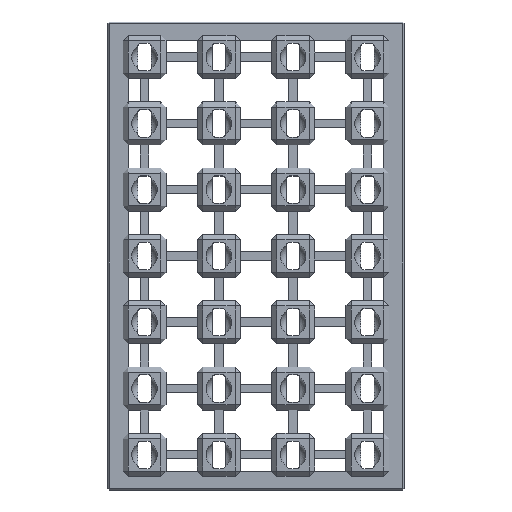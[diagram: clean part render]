
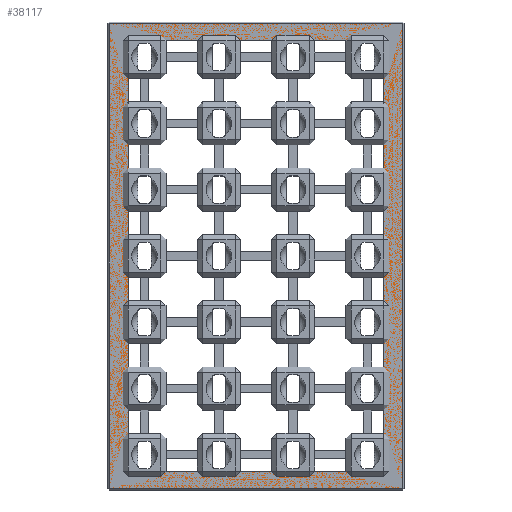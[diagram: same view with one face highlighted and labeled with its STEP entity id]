
A CAD part, top view. The second image highlights one B-rep face of the part: STEP entity #38117.
In plain terms, the highlighted planar face has unit normal (0, 0, 1).
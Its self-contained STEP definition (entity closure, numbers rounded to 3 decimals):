
#1775=FACE_BOUND('',#6203,.T.);
#3901=FACE_OUTER_BOUND('',#6202,.T.);
#6202=EDGE_LOOP('',(#34161,#34162,#34163,#34164));
#6203=EDGE_LOOP('',(#34165,#34166,#34167,#34168,#34169,#34170,#34171,#34172,
#34173,#34174,#34175,#34176,#34177,#34178,#34179,#34180,#34181,#34182,#34183,
#34184,#34185,#34186,#34187,#34188));
#10484=LINE('',#63152,#14828);
#10491=LINE('',#63165,#14835);
#10493=LINE('',#63168,#14837);
#10495=LINE('',#63171,#14839);
#10525=LINE('',#63234,#14869);
#10526=LINE('',#63236,#14870);
#10527=LINE('',#63238,#14871);
#10528=LINE('',#63240,#14872);
#10529=LINE('',#63242,#14873);
#10530=LINE('',#63244,#14874);
#10531=LINE('',#63246,#14875);
#10532=LINE('',#63248,#14876);
#10533=LINE('',#63250,#14877);
#10534=LINE('',#63252,#14878);
#10535=LINE('',#63254,#14879);
#10536=LINE('',#63256,#14880);
#10537=LINE('',#63258,#14881);
#10538=LINE('',#63260,#14882);
#10539=LINE('',#63262,#14883);
#10540=LINE('',#63264,#14884);
#10541=LINE('',#63266,#14885);
#10542=LINE('',#63268,#14886);
#10543=LINE('',#63270,#14887);
#10544=LINE('',#63272,#14888);
#10545=LINE('',#63274,#14889);
#10546=LINE('',#63276,#14890);
#10547=LINE('',#63278,#14891);
#10548=LINE('',#63279,#14892);
#14828=VECTOR('',#51223,10.);
#14835=VECTOR('',#51236,10.);
#14837=VECTOR('',#51240,10.);
#14839=VECTOR('',#51244,10.);
#14869=VECTOR('',#51288,10.);
#14870=VECTOR('',#51289,10.);
#14871=VECTOR('',#51290,10.);
#14872=VECTOR('',#51291,10.);
#14873=VECTOR('',#51292,10.);
#14874=VECTOR('',#51293,10.);
#14875=VECTOR('',#51294,10.);
#14876=VECTOR('',#51295,10.);
#14877=VECTOR('',#51296,10.);
#14878=VECTOR('',#51297,10.);
#14879=VECTOR('',#51298,10.);
#14880=VECTOR('',#51299,10.);
#14881=VECTOR('',#51300,10.);
#14882=VECTOR('',#51301,10.);
#14883=VECTOR('',#51302,10.);
#14884=VECTOR('',#51303,10.);
#14885=VECTOR('',#51304,10.);
#14886=VECTOR('',#51305,10.);
#14887=VECTOR('',#51306,10.);
#14888=VECTOR('',#51307,10.);
#14889=VECTOR('',#51308,10.);
#14890=VECTOR('',#51309,10.);
#14891=VECTOR('',#51310,10.);
#14892=VECTOR('',#51311,10.);
#18171=VERTEX_POINT('',#63113);
#18177=VERTEX_POINT('',#63133);
#18180=VERTEX_POINT('',#63143);
#18183=VERTEX_POINT('',#63156);
#18209=VERTEX_POINT('',#63232);
#18210=VERTEX_POINT('',#63233);
#18211=VERTEX_POINT('',#63235);
#18212=VERTEX_POINT('',#63237);
#18213=VERTEX_POINT('',#63239);
#18214=VERTEX_POINT('',#63241);
#18215=VERTEX_POINT('',#63243);
#18216=VERTEX_POINT('',#63245);
#18217=VERTEX_POINT('',#63247);
#18218=VERTEX_POINT('',#63249);
#18219=VERTEX_POINT('',#63251);
#18220=VERTEX_POINT('',#63253);
#18221=VERTEX_POINT('',#63255);
#18222=VERTEX_POINT('',#63257);
#18223=VERTEX_POINT('',#63259);
#18224=VERTEX_POINT('',#63261);
#18225=VERTEX_POINT('',#63263);
#18226=VERTEX_POINT('',#63265);
#18227=VERTEX_POINT('',#63267);
#18228=VERTEX_POINT('',#63269);
#18229=VERTEX_POINT('',#63271);
#18230=VERTEX_POINT('',#63273);
#18231=VERTEX_POINT('',#63275);
#18232=VERTEX_POINT('',#63277);
#23496=EDGE_CURVE('',#18171,#18180,#10484,.T.);
#23503=EDGE_CURVE('',#18180,#18183,#10491,.T.);
#23505=EDGE_CURVE('',#18183,#18177,#10493,.T.);
#23507=EDGE_CURVE('',#18177,#18171,#10495,.T.);
#23537=EDGE_CURVE('',#18209,#18210,#10525,.T.);
#23538=EDGE_CURVE('',#18210,#18211,#10526,.T.);
#23539=EDGE_CURVE('',#18211,#18212,#10527,.T.);
#23540=EDGE_CURVE('',#18212,#18213,#10528,.T.);
#23541=EDGE_CURVE('',#18213,#18214,#10529,.T.);
#23542=EDGE_CURVE('',#18214,#18215,#10530,.T.);
#23543=EDGE_CURVE('',#18215,#18216,#10531,.T.);
#23544=EDGE_CURVE('',#18216,#18217,#10532,.T.);
#23545=EDGE_CURVE('',#18217,#18218,#10533,.T.);
#23546=EDGE_CURVE('',#18218,#18219,#10534,.T.);
#23547=EDGE_CURVE('',#18219,#18220,#10535,.T.);
#23548=EDGE_CURVE('',#18220,#18221,#10536,.T.);
#23549=EDGE_CURVE('',#18221,#18222,#10537,.T.);
#23550=EDGE_CURVE('',#18222,#18223,#10538,.T.);
#23551=EDGE_CURVE('',#18223,#18224,#10539,.T.);
#23552=EDGE_CURVE('',#18224,#18225,#10540,.T.);
#23553=EDGE_CURVE('',#18225,#18226,#10541,.T.);
#23554=EDGE_CURVE('',#18226,#18227,#10542,.T.);
#23555=EDGE_CURVE('',#18227,#18228,#10543,.T.);
#23556=EDGE_CURVE('',#18228,#18229,#10544,.T.);
#23557=EDGE_CURVE('',#18229,#18230,#10545,.T.);
#23558=EDGE_CURVE('',#18230,#18231,#10546,.T.);
#23559=EDGE_CURVE('',#18231,#18232,#10547,.T.);
#23560=EDGE_CURVE('',#18232,#18209,#10548,.T.);
#34161=ORIENTED_EDGE('',*,*,#23496,.F.);
#34162=ORIENTED_EDGE('',*,*,#23507,.F.);
#34163=ORIENTED_EDGE('',*,*,#23505,.F.);
#34164=ORIENTED_EDGE('',*,*,#23503,.F.);
#34165=ORIENTED_EDGE('',*,*,#23537,.T.);
#34166=ORIENTED_EDGE('',*,*,#23538,.T.);
#34167=ORIENTED_EDGE('',*,*,#23539,.T.);
#34168=ORIENTED_EDGE('',*,*,#23540,.T.);
#34169=ORIENTED_EDGE('',*,*,#23541,.T.);
#34170=ORIENTED_EDGE('',*,*,#23542,.T.);
#34171=ORIENTED_EDGE('',*,*,#23543,.T.);
#34172=ORIENTED_EDGE('',*,*,#23544,.T.);
#34173=ORIENTED_EDGE('',*,*,#23545,.T.);
#34174=ORIENTED_EDGE('',*,*,#23546,.T.);
#34175=ORIENTED_EDGE('',*,*,#23547,.T.);
#34176=ORIENTED_EDGE('',*,*,#23548,.T.);
#34177=ORIENTED_EDGE('',*,*,#23549,.T.);
#34178=ORIENTED_EDGE('',*,*,#23550,.T.);
#34179=ORIENTED_EDGE('',*,*,#23551,.T.);
#34180=ORIENTED_EDGE('',*,*,#23552,.T.);
#34181=ORIENTED_EDGE('',*,*,#23553,.T.);
#34182=ORIENTED_EDGE('',*,*,#23554,.T.);
#34183=ORIENTED_EDGE('',*,*,#23555,.T.);
#34184=ORIENTED_EDGE('',*,*,#23556,.T.);
#34185=ORIENTED_EDGE('',*,*,#23557,.T.);
#34186=ORIENTED_EDGE('',*,*,#23558,.T.);
#34187=ORIENTED_EDGE('',*,*,#23559,.T.);
#34188=ORIENTED_EDGE('',*,*,#23560,.T.);
#35966=PLANE('',#41141);
#38117=ADVANCED_FACE('',(#3901,#1775),#35966,.T.);
#41141=AXIS2_PLACEMENT_3D('',#63231,#51286,#51287);
#51223=DIRECTION('',(1.,0.,0.));
#51236=DIRECTION('',(0.,-1.,0.));
#51240=DIRECTION('',(-1.,0.,0.));
#51244=DIRECTION('',(0.,1.,0.));
#51286=DIRECTION('center_axis',(0.,0.,1.));
#51287=DIRECTION('ref_axis',(1.,0.,0.));
#51288=DIRECTION('',(1.,0.,0.));
#51289=DIRECTION('',(0.707,0.707,0.));
#51290=DIRECTION('',(1.,0.,0.));
#51291=DIRECTION('',(0.707,-0.707,0.));
#51292=DIRECTION('',(0.,-1.,0.));
#51293=DIRECTION('',(-0.707,-0.707,0.));
#51294=DIRECTION('',(0.,-1.,0.));
#51295=DIRECTION('',(0.707,-0.707,0.));
#51296=DIRECTION('',(0.,-1.,0.));
#51297=DIRECTION('',(-0.707,-0.707,0.));
#51298=DIRECTION('',(-1.,0.,0.));
#51299=DIRECTION('',(-0.707,0.707,0.));
#51300=DIRECTION('',(-1.,0.,0.));
#51301=DIRECTION('',(-0.707,-0.707,0.));
#51302=DIRECTION('',(-1.,0.,0.));
#51303=DIRECTION('',(-0.707,0.707,0.));
#51304=DIRECTION('',(0.,1.,0.));
#51305=DIRECTION('',(0.707,0.707,0.));
#51306=DIRECTION('',(0.,1.,0.));
#51307=DIRECTION('',(-0.707,0.707,0.));
#51308=DIRECTION('',(0.,1.,0.));
#51309=DIRECTION('',(0.707,0.707,0.));
#51310=DIRECTION('',(1.,0.,0.));
#51311=DIRECTION('',(0.707,-0.707,0.));
#63113=CARTESIAN_POINT('',(-20.5,19.5,-5.));
#63133=CARTESIAN_POINT('',(-20.5,-251.5,-5.));
#63143=CARTESIAN_POINT('',(150.5,19.5,-5.));
#63152=CARTESIAN_POINT('',(108.25,19.5,-5.));
#63156=CARTESIAN_POINT('',(150.5,-251.5,-5.));
#63165=CARTESIAN_POINT('',(150.5,-184.25,-5.));
#63168=CARTESIAN_POINT('',(21.75,-251.5,-5.));
#63171=CARTESIAN_POINT('',(-20.5,-47.75,-5.));
#63231=CARTESIAN_POINT('Origin',(65.,-116.,-5.));
#63232=CARTESIAN_POINT('',(12.5,9.5,-5.));
#63233=CARTESIAN_POINT('',(117.5,9.5,-5.));
#63234=CARTESIAN_POINT('',(91.25,9.5,-5.));
#63235=CARTESIAN_POINT('',(120.5,12.5,-5.));
#63236=CARTESIAN_POINT('',(74.5,-33.5,-5.));
#63237=CARTESIAN_POINT('',(139.5,12.5,-5.));
#63238=CARTESIAN_POINT('',(102.25,12.5,-5.));
#63239=CARTESIAN_POINT('',(142.5,9.5,-5.));
#63240=CARTESIAN_POINT('',(154.5,-2.5,-5.));
#63241=CARTESIAN_POINT('',(142.5,-9.5,-5.));
#63242=CARTESIAN_POINT('',(142.5,-62.75,-5.));
#63243=CARTESIAN_POINT('',(139.5,-12.5,-5.));
#63244=CARTESIAN_POINT('',(95.,-57.,-5.));
#63245=CARTESIAN_POINT('',(139.5,-219.5,-5.));
#63246=CARTESIAN_POINT('',(139.5,-167.75,-5.));
#63247=CARTESIAN_POINT('',(142.5,-222.5,-5.));
#63248=CARTESIAN_POINT('',(96.5,-176.5,-5.));
#63249=CARTESIAN_POINT('',(142.5,-241.5,-5.));
#63250=CARTESIAN_POINT('',(142.5,-178.75,-5.));
#63251=CARTESIAN_POINT('',(139.5,-244.5,-5.));
#63252=CARTESIAN_POINT('',(153.,-231.,-5.));
#63253=CARTESIAN_POINT('',(120.5,-244.5,-5.));
#63254=CARTESIAN_POINT('',(92.75,-244.5,-5.));
#63255=CARTESIAN_POINT('',(117.5,-241.5,-5.));
#63256=CARTESIAN_POINT('',(73.,-197.,-5.));
#63257=CARTESIAN_POINT('',(12.5,-241.5,-5.));
#63258=CARTESIAN_POINT('',(38.75,-241.5,-5.));
#63259=CARTESIAN_POINT('',(9.5,-244.5,-5.));
#63260=CARTESIAN_POINT('',(55.5,-198.5,-5.));
#63261=CARTESIAN_POINT('',(-9.5,-244.5,-5.));
#63262=CARTESIAN_POINT('',(27.75,-244.5,-5.));
#63263=CARTESIAN_POINT('',(-12.5,-241.5,-5.));
#63264=CARTESIAN_POINT('',(-24.5,-229.5,-5.));
#63265=CARTESIAN_POINT('',(-12.5,-222.5,-5.));
#63266=CARTESIAN_POINT('',(-12.5,-169.25,-5.));
#63267=CARTESIAN_POINT('',(-9.5,-219.5,-5.));
#63268=CARTESIAN_POINT('',(35.,-175.,-5.));
#63269=CARTESIAN_POINT('',(-9.5,-12.5,-5.));
#63270=CARTESIAN_POINT('',(-9.5,-64.25,-5.));
#63271=CARTESIAN_POINT('',(-12.5,-9.5,-5.));
#63272=CARTESIAN_POINT('',(33.5,-55.5,-5.));
#63273=CARTESIAN_POINT('',(-12.5,9.5,-5.));
#63274=CARTESIAN_POINT('',(-12.5,-53.25,-5.));
#63275=CARTESIAN_POINT('',(-9.5,12.5,-5.));
#63276=CARTESIAN_POINT('',(-23.,-1.,-5.));
#63277=CARTESIAN_POINT('',(9.5,12.5,-5.));
#63278=CARTESIAN_POINT('',(37.25,12.5,-5.));
#63279=CARTESIAN_POINT('',(57.,-35.,-5.));
